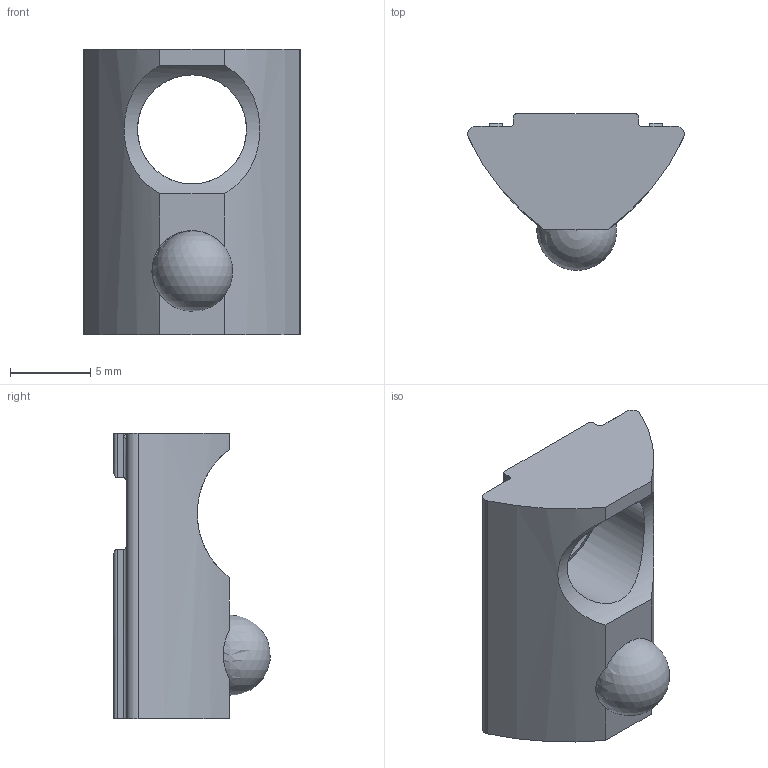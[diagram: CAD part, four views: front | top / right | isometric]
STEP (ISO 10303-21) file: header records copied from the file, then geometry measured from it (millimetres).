
FILE_DESCRIPTION(/* description */ (''),/* implementation_level */ '2;1');
FILE_NAME(/* name */ '13735_Nutenstein_8_St_8_mit_Steg_kurz_leitfähig_.stp',/* time_stamp */ '2018-02-12T13:34:19+01:00',/* author */ ('Jakobi'),/* organization */ (''),/* preprocessor_version */ 'ST-DEVELOPER v16.1',/* originating_system */ 'Autodesk Inventor 2016',/* authorisation */ '');
FILE_SCHEMA (('AUTOMOTIVE_DESIGN { 1 0 10303 214 3 1 1 }'));
Length unit declared in the file: millimetre
Products named in the file (4): Nutenstein; Kugel; Feder; 13735_Nutenstein_8_St_8_mit_Steg_kurz_leitfähig
Assembly tree (3 placements, depth 2):
  13735_Nutenstein_8_St_8_mit_Steg_kurz_leitfähig
    Nutenstein
    Kugel
    Feder
Bounding box: 13.5 x 9.74 x 17.8 mm (x, y, z)
Volume: 901.7 mm3; surface area: 1032.4 mm2
Topology: 3 solids, 3 shells, 47 faces, 127 edges, 82 vertices
Faces by surface type: plane 23, cylinder 17, cone 2, torus 2, bspline 2, sphere 1
Full cylindrical faces by diameter (mm): 5 x1, 6.8 x1
Entity records: 2320 total; most frequent: CARTESIAN_POINT 1042, DIRECTION 238, ORIENTED_EDGE 232, EDGE_CURVE 116, AXIS2_PLACEMENT_3D 87, VERTEX_POINT 79, LINE 64, VECTOR 64
